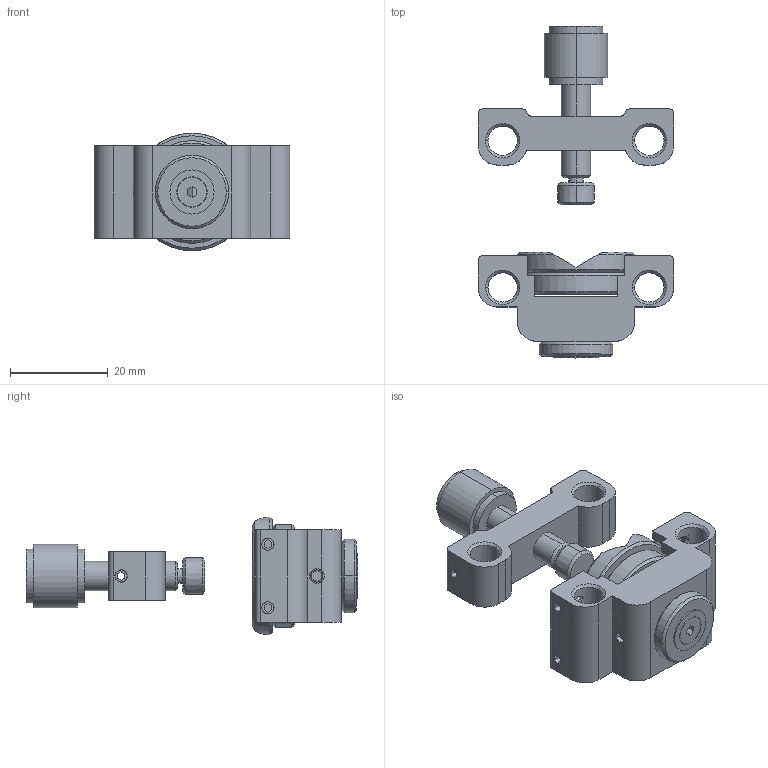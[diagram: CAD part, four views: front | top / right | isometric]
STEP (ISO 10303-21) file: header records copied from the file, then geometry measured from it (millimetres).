
FILE_DESCRIPTION (( 'STEP AP203' ), '1' );
FILE_NAME ('GCT-060301 俋倰芞.STEP', '2017-01-11T02:33:00', ( 'Lxtx999.CoM' ), ( 'Lxtx999.CoM' ), 'SwSTEP 2.0', 'SolidWorks 2012', '' );
FILE_SCHEMA (( 'CONFIG_CONTROL_DESIGN' ));
Length unit declared in the file: centimetre
Products named in the file (1): GCT-060301 俋倰芞
Bounding box: 40 x 67.82 x 24 mm (x, y, z)
Surface area: 9051.6 mm2 (no closed solid volume)
Topology: 0 solids, 13 shells, 244 faces, 616 edges, 395 vertices
Faces by surface type: plane 107, cylinder 72, cone 65
Entity records: 7520 total; most frequent: CARTESIAN_POINT 1483, DIRECTION 1297, ORIENTED_EDGE 1142, EDGE_CURVE 608, AXIS2_PLACEMENT_3D 465, VERTEX_POINT 395, LINE 367, VECTOR 367
